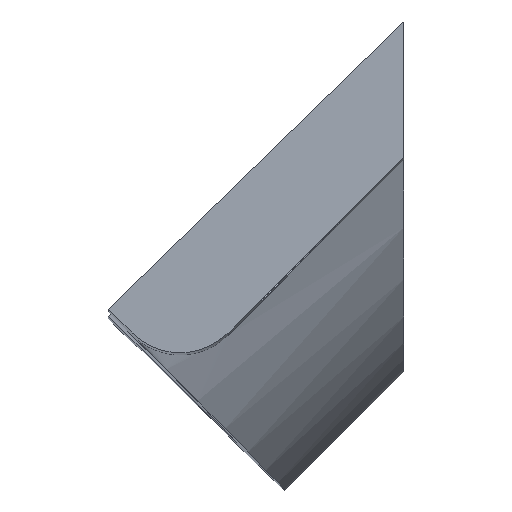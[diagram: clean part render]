
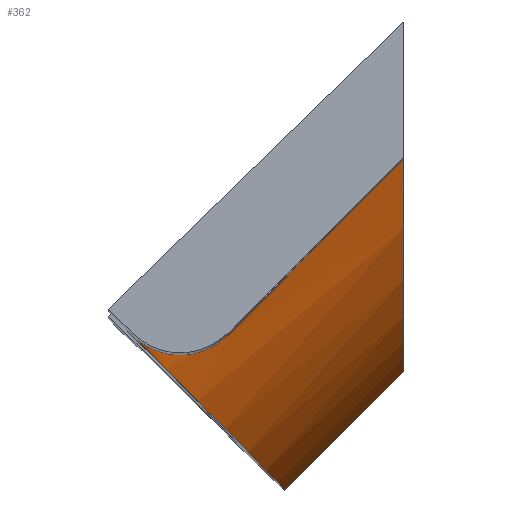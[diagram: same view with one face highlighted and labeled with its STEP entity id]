
A CAD part, top view. The second image highlights one B-rep face of the part: STEP entity #362.
In plain terms, the highlighted cylindrical face has radius 9.501 mm (diameter 19.002 mm), a partial arc.
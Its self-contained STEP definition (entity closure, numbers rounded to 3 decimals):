
#23=B_SPLINE_CURVE_WITH_KNOTS('',3,(#614,#615,#616,#617,#618,#619,#620,
#621,#622,#623),.UNSPECIFIED.,.F.,.F.,(4,2,2,2,4),(0.624,0.7,
0.776,0.859,0.942),.UNSPECIFIED.);
#24=B_SPLINE_CURVE_WITH_KNOTS('',3,(#627,#628,#629,#630,#631,#632,#633,
#634,#635,#636),.UNSPECIFIED.,.F.,.F.,(4,2,2,2,4),(0.306,0.389,
0.472,0.548,0.624),.UNSPECIFIED.);
#49=FACE_OUTER_BOUND('',#72,.T.);
#72=EDGE_LOOP('',(#285,#286,#287,#288,#289,#290));
#90=CIRCLE('',#412,9.501);
#109=LINE('',#604,#139);
#112=LINE('',#637,#142);
#139=VECTOR('',#490,10.);
#142=VECTOR('',#501,10.);
#160=ELLIPSE('',#411,13.436,9.501);
#180=VERTEX_POINT('',#600);
#182=VERTEX_POINT('',#603);
#185=VERTEX_POINT('',#611);
#186=VERTEX_POINT('',#613);
#187=VERTEX_POINT('',#624);
#188=VERTEX_POINT('',#626);
#220=EDGE_CURVE('',#180,#182,#109,.T.);
#224=EDGE_CURVE('',#182,#185,#160,.T.);
#225=EDGE_CURVE('',#186,#180,#23,.F.);
#226=EDGE_CURVE('',#187,#186,#90,.T.);
#227=EDGE_CURVE('',#188,#187,#24,.F.);
#228=EDGE_CURVE('',#185,#188,#112,.T.);
#285=ORIENTED_EDGE('',*,*,#224,.F.);
#286=ORIENTED_EDGE('',*,*,#220,.F.);
#287=ORIENTED_EDGE('',*,*,#225,.F.);
#288=ORIENTED_EDGE('',*,*,#226,.F.);
#289=ORIENTED_EDGE('',*,*,#227,.F.);
#290=ORIENTED_EDGE('',*,*,#228,.F.);
#347=CYLINDRICAL_SURFACE('',#410,9.501);
#362=ADVANCED_FACE('',(#49),#347,.T.);
#410=AXIS2_PLACEMENT_3D('',#610,#495,#496);
#411=AXIS2_PLACEMENT_3D('',#612,#497,#498);
#412=AXIS2_PLACEMENT_3D('',#625,#499,#500);
#490=DIRECTION('',(0.707,0.707,-0.006));
#495=DIRECTION('center_axis',(0.707,0.707,-0.006));
#496=DIRECTION('ref_axis',(0.707,-0.707,0.));
#497=DIRECTION('center_axis',(1.,0.,0.));
#498=DIRECTION('ref_axis',(0.,-1.,0.008));
#499=DIRECTION('center_axis',(-0.707,-0.707,0.006));
#500=DIRECTION('ref_axis',(0.707,-0.707,0.));
#501=DIRECTION('',(-0.707,-0.707,0.006));
#600=CARTESIAN_POINT('',(16.956,-71.216,57.649));
#603=CARTESIAN_POINT('',(22.149,-66.024,57.607));
#604=CARTESIAN_POINT('',(19.077,-69.095,57.632));
#610=CARTESIAN_POINT('Origin',(15.456,-65.538,49.6));
#611=CARTESIAN_POINT('',(22.149,-66.152,41.602));
#612=CARTESIAN_POINT('Origin',(22.149,-58.846,49.546));
#613=CARTESIAN_POINT('',(14.128,-71.208,58.62));
#614=CARTESIAN_POINT('Ctrl Pts',(16.956,-71.216,57.649));
#615=CARTESIAN_POINT('Ctrl Pts',(16.777,-71.395,57.65));
#616=CARTESIAN_POINT('Ctrl Pts',(16.554,-71.546,57.684));
#617=CARTESIAN_POINT('Ctrl Pts',(16.073,-71.746,57.807));
#618=CARTESIAN_POINT('Ctrl Pts',(15.817,-71.795,57.895));
#619=CARTESIAN_POINT('Ctrl Pts',(15.322,-71.803,58.083));
#620=CARTESIAN_POINT('Ctrl Pts',(15.049,-71.755,58.198));
#621=CARTESIAN_POINT('Ctrl Pts',(14.544,-71.55,58.422));
#622=CARTESIAN_POINT('Ctrl Pts',(14.312,-71.394,58.53));
#623=CARTESIAN_POINT('Ctrl Pts',(14.128,-71.208,58.62));
#624=CARTESIAN_POINT('',(14.128,-71.352,40.673));
#625=CARTESIAN_POINT('Origin',(11.921,-69.073,49.629));
#626=CARTESIAN_POINT('',(16.956,-71.345,41.644));
#627=CARTESIAN_POINT('Ctrl Pts',(14.128,-71.352,40.673));
#628=CARTESIAN_POINT('Ctrl Pts',(14.312,-71.536,40.765));
#629=CARTESIAN_POINT('Ctrl Pts',(14.544,-71.691,40.876));
#630=CARTESIAN_POINT('Ctrl Pts',(15.049,-71.892,41.103));
#631=CARTESIAN_POINT('Ctrl Pts',(15.322,-71.938,41.219));
#632=CARTESIAN_POINT('Ctrl Pts',(15.817,-71.927,41.407));
#633=CARTESIAN_POINT('Ctrl Pts',(16.073,-71.877,41.494));
#634=CARTESIAN_POINT('Ctrl Pts',(16.554,-71.675,41.613));
#635=CARTESIAN_POINT('Ctrl Pts',(16.777,-71.523,41.645));
#636=CARTESIAN_POINT('Ctrl Pts',(16.956,-71.345,41.644));
#637=CARTESIAN_POINT('',(19.077,-69.223,41.627));
